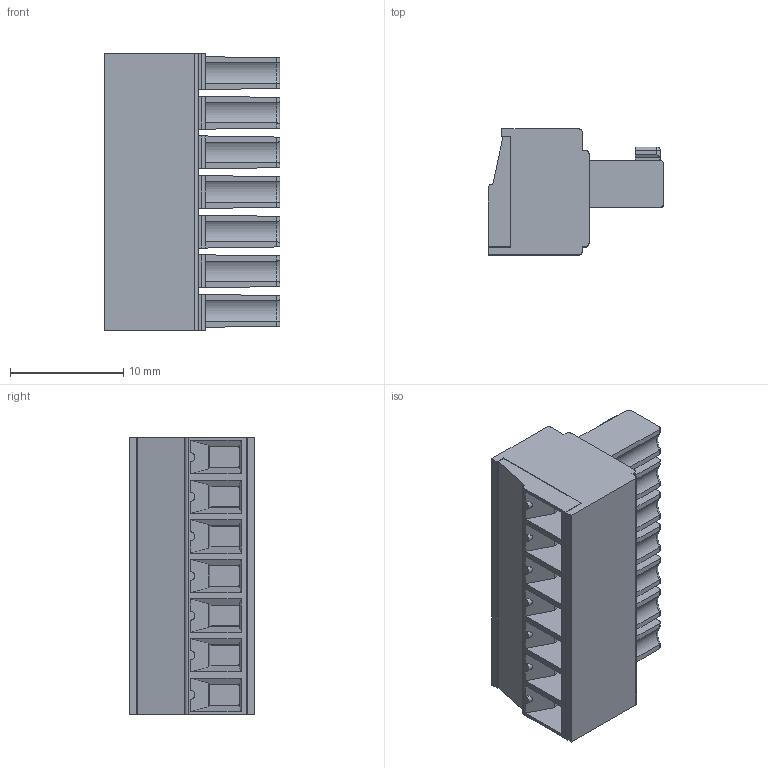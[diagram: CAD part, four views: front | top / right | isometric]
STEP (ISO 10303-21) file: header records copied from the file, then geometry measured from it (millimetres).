
FILE_DESCRIPTION(('STEP AP214'),'1');
FILE_NAME('SH07-3,5.stp','2018-11-19T08:35:02',(' '),(' '),'Spatial InterOp 3D',' ',' ');
FILE_SCHEMA(('AUTOMOTIVE_DESIGN { 1 0 10303 214 1 1 1 1 }'));
Length unit declared in the file: metre
Products named in the file (1): 1
Bounding box: 15.5 x 11.1 x 24.5 mm (x, y, z)
Volume: 2306.6 mm3; surface area: 2809.5 mm2
Topology: 1 solids, 1 shells, 577 faces, 1535 edges, 979 vertices
Faces by surface type: plane 391, cylinder 130, torus 21, cone 21, sphere 14
Full cylindrical faces by diameter (mm): 1.2 x7, 2.8 x7, 3 x7
Entity records: 22117 total; most frequent: CARTESIAN_POINT 3393, ORIENTED_EDGE 2914, DIRECTION 2869, EDGE_CURVE 1457, LINE 1081, VECTOR 1081, VERTEX_POINT 957, AXIS2_PLACEMENT_3D 894
